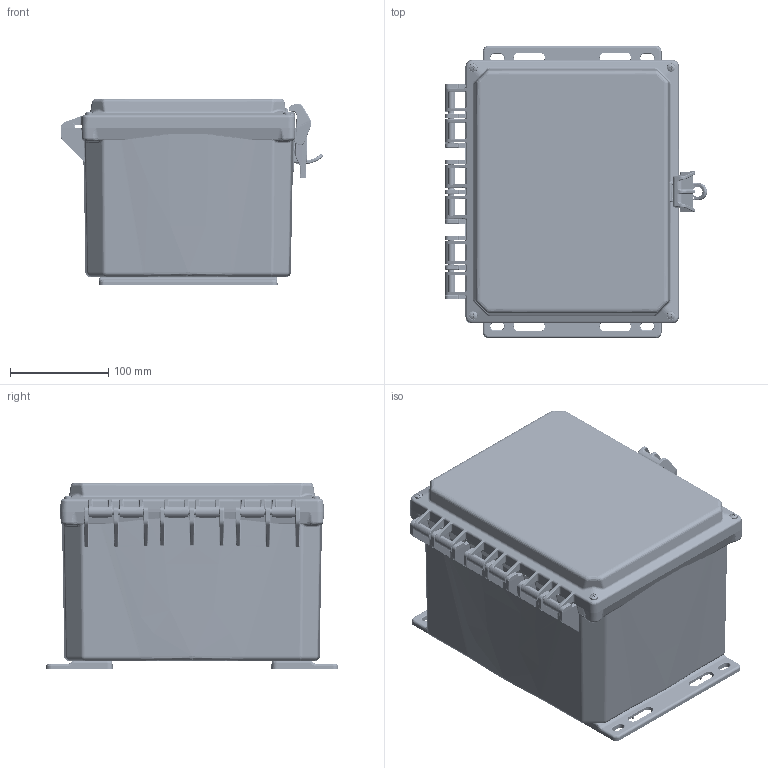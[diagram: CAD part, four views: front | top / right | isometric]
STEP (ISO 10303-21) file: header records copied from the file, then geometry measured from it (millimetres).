
FILE_DESCRIPTION((''),'2;1');
FILE_NAME('H10086HFNL_ASM','2016-12-02T',('tstokes'),(''),'CREO PARAMETRIC BY PTC INC, 2016050','CREO PARAMETRIC BY PTC INC, 2016050','');
FILE_SCHEMA(('CONFIG_CONTROL_DESIGN'));
Products named in the file (15): H1086BH; 9912525-80-10; 9912521-80-10; H1086BH_ASM; H108CHO; MFLK8; 9912530-82-10; 9912538-82-10; LWRLL-100; UPRLL-100; BMTLL-100; LLPC-100_ASM; 9912576-82-10; 9912568-82-10; H10086HFNL_ASM
Assembly tree (34 placements, depth 3):
  H10086HFNL_ASM
    H1086BH_ASM
      H1086BH
      9912525-80-10  x8
      9912521-80-10  x4
    H108CHO
    MFLK8  x2
    9912530-82-10  x5
    9912538-82-10  x4
    LLPC-100_ASM
      LWRLL-100
      UPRLL-100
      BMTLL-100
    9912576-82-10  x2
    9912568-82-10  x2
Bounding box: 266.37 x 296.93 x 189.62 mm (x, y, z)
Volume: 1285302.5 mm3; surface area: 699248.9 mm2
Topology: 32 solids, 32 shells, 6929 faces, 17282 edges, 10647 vertices
Faces by surface type: plane 2793, cylinder 2196, bspline 1230, cone 420, torus 154, sphere 136
Entity records: 222805 total; most frequent: CARTESIAN_POINT 100240, ORIENTED_EDGE 27548, DIRECTION 22124, EDGE_CURVE 13774, VERTEX_POINT 8466, VECTOR 8010, LINE 8010, AXIS2_PLACEMENT_3D 7057
